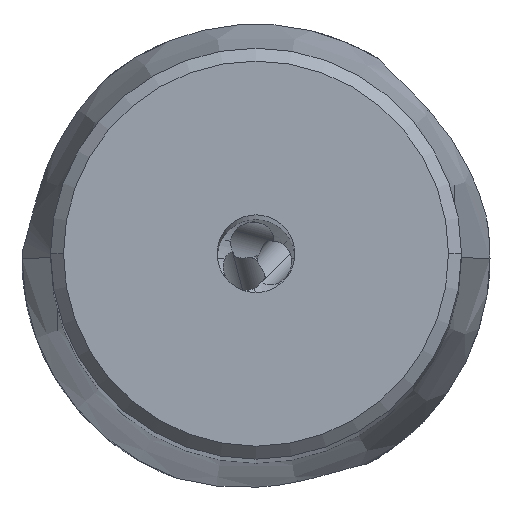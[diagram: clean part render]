
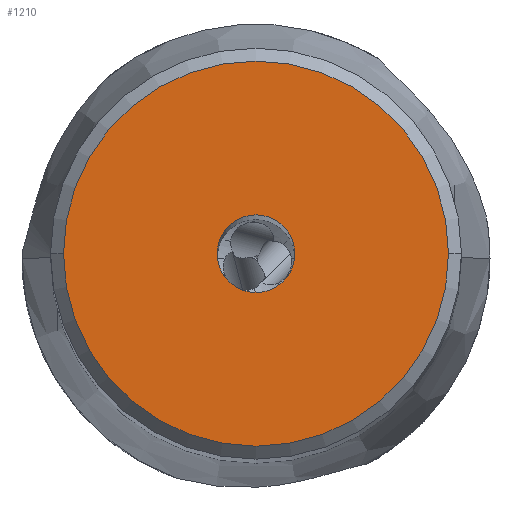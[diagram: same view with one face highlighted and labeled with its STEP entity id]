
A CAD part, top view. The second image highlights one B-rep face of the part: STEP entity #1210.
In plain terms, the highlighted planar face has unit normal (0, 0, 1).
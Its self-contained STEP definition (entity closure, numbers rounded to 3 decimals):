
#137=FACE_BOUND('',#2241,.T.);
#138=FACE_BOUND('',#2242,.T.);
#294=PLANE('',#8772);
#1210=ADVANCED_FACE('',(#137,#138),#294,.T.);
#2241=EDGE_LOOP('',(#4538,#4539));
#2242=EDGE_LOOP('',(#4540,#4541));
#2711=CIRCLE('',#8767,3.);
#2712=CIRCLE('',#8769,14.875);
#2713=CIRCLE('',#8770,14.875);
#2714=CIRCLE('',#8771,3.);
#4538=ORIENTED_EDGE('',*,*,#7189,.F.);
#4539=ORIENTED_EDGE('',*,*,#7190,.F.);
#4540=ORIENTED_EDGE('',*,*,#7191,.F.);
#4541=ORIENTED_EDGE('',*,*,#7188,.F.);
#6077=VERTEX_POINT('',#17494);
#6078=VERTEX_POINT('',#17496);
#6079=VERTEX_POINT('',#17500);
#6080=VERTEX_POINT('',#17501);
#7188=EDGE_CURVE('',#6078,#6077,#2711,.T.);
#7189=EDGE_CURVE('',#6079,#6080,#2712,.T.);
#7190=EDGE_CURVE('',#6080,#6079,#2713,.T.);
#7191=EDGE_CURVE('',#6077,#6078,#2714,.T.);
#8767=AXIS2_PLACEMENT_3D('',#17497,#10533,#10534);
#8769=AXIS2_PLACEMENT_3D('',#17499,#10537,#10538);
#8770=AXIS2_PLACEMENT_3D('',#17502,#10539,#10540);
#8771=AXIS2_PLACEMENT_3D('',#17503,#10541,#10542);
#8772=AXIS2_PLACEMENT_3D('',#17504,#10543,#10544);
#10533=DIRECTION('',(0.,0.,1.));
#10534=DIRECTION('',(-1.,0.,0.));
#10537=DIRECTION('',(0.,0.,-1.));
#10538=DIRECTION('',(-1.,0.,0.));
#10539=DIRECTION('',(0.,0.,-1.));
#10540=DIRECTION('',(1.,0.,0.));
#10541=DIRECTION('',(0.,0.,1.));
#10542=DIRECTION('',(1.,0.,0.));
#10543=DIRECTION('',(0.,0.,1.));
#10544=DIRECTION('',(1.,0.,0.));
#17494=CARTESIAN_POINT('',(3.,0.,0.));
#17496=CARTESIAN_POINT('',(-3.,0.,0.));
#17497=CARTESIAN_POINT('',(0.,0.,0.));
#17499=CARTESIAN_POINT('',(0.,0.,0.));
#17500=CARTESIAN_POINT('',(-14.875,0.,0.));
#17501=CARTESIAN_POINT('',(14.875,0.,0.));
#17502=CARTESIAN_POINT('',(0.,0.,0.));
#17503=CARTESIAN_POINT('',(0.,0.,0.));
#17504=CARTESIAN_POINT('',(0.,0.,0.));
